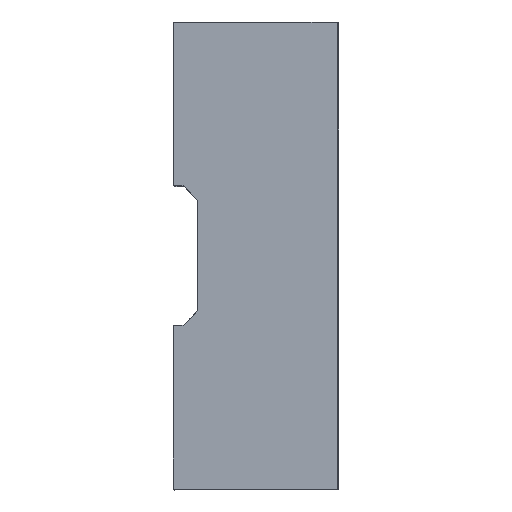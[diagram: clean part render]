
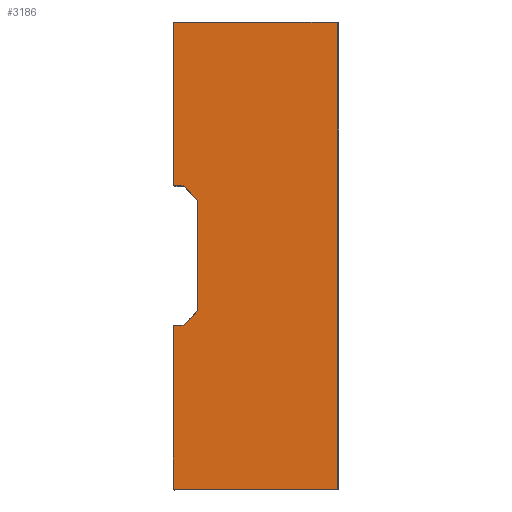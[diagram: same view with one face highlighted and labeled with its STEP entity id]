
A CAD part, left-side view. The second image highlights one B-rep face of the part: STEP entity #3186.
In plain terms, the highlighted planar face has unit normal (-1, 0, 0).
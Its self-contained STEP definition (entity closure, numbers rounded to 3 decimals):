
#158=FACE_OUTER_BOUND('',#327,.T.);
#327=EDGE_LOOP('',(#2131,#2132,#2133,#2134,#2135,#2136,#2137,#2138,#2139,
#2140,#2141));
#505=LINE('',#4551,#910);
#511=LINE('',#4564,#916);
#514=LINE('',#4568,#919);
#533=LINE('',#4607,#938);
#534=LINE('',#4609,#939);
#535=LINE('',#4611,#940);
#536=LINE('',#4613,#941);
#537=LINE('',#4615,#942);
#538=LINE('',#4617,#943);
#539=LINE('',#4619,#944);
#540=LINE('',#4620,#945);
#910=VECTOR('',#3665,10.);
#916=VECTOR('',#3673,10.);
#919=VECTOR('',#3678,10.);
#938=VECTOR('',#3711,10.);
#939=VECTOR('',#3712,10.);
#940=VECTOR('',#3713,10.);
#941=VECTOR('',#3714,10.);
#942=VECTOR('',#3715,10.);
#943=VECTOR('',#3716,10.);
#944=VECTOR('',#3717,10.);
#945=VECTOR('',#3718,10.);
#1315=VERTEX_POINT('',#4549);
#1316=VERTEX_POINT('',#4550);
#1321=VERTEX_POINT('',#4561);
#1322=VERTEX_POINT('',#4563);
#1335=VERTEX_POINT('',#4606);
#1336=VERTEX_POINT('',#4608);
#1337=VERTEX_POINT('',#4610);
#1338=VERTEX_POINT('',#4612);
#1339=VERTEX_POINT('',#4614);
#1340=VERTEX_POINT('',#4616);
#1341=VERTEX_POINT('',#4618);
#1624=EDGE_CURVE('',#1315,#1316,#505,.T.);
#1630=EDGE_CURVE('',#1322,#1321,#511,.F.);
#1633=EDGE_CURVE('',#1322,#1315,#514,.F.);
#1652=EDGE_CURVE('',#1335,#1321,#533,.T.);
#1653=EDGE_CURVE('',#1336,#1335,#534,.T.);
#1654=EDGE_CURVE('',#1336,#1337,#535,.T.);
#1655=EDGE_CURVE('',#1337,#1338,#536,.T.);
#1656=EDGE_CURVE('',#1338,#1339,#537,.T.);
#1657=EDGE_CURVE('',#1339,#1340,#538,.T.);
#1658=EDGE_CURVE('',#1340,#1341,#539,.T.);
#1659=EDGE_CURVE('',#1316,#1341,#540,.T.);
#2131=ORIENTED_EDGE('',*,*,#1633,.F.);
#2132=ORIENTED_EDGE('',*,*,#1630,.T.);
#2133=ORIENTED_EDGE('',*,*,#1652,.F.);
#2134=ORIENTED_EDGE('',*,*,#1653,.F.);
#2135=ORIENTED_EDGE('',*,*,#1654,.T.);
#2136=ORIENTED_EDGE('',*,*,#1655,.T.);
#2137=ORIENTED_EDGE('',*,*,#1656,.T.);
#2138=ORIENTED_EDGE('',*,*,#1657,.T.);
#2139=ORIENTED_EDGE('',*,*,#1658,.T.);
#2140=ORIENTED_EDGE('',*,*,#1659,.F.);
#2141=ORIENTED_EDGE('',*,*,#1624,.F.);
#3028=PLANE('',#3429);
#3186=ADVANCED_FACE('',(#158),#3028,.F.);
#3429=AXIS2_PLACEMENT_3D('',#4605,#3709,#3710);
#3665=DIRECTION('',(0.,1.,0.));
#3673=DIRECTION('',(0.,-1.,0.));
#3678=DIRECTION('',(0.,0.,1.));
#3709=DIRECTION('center_axis',(1.,0.,0.));
#3710=DIRECTION('ref_axis',(0.,1.,0.));
#3711=DIRECTION('',(0.,0.,1.));
#3712=DIRECTION('',(0.,0.,1.));
#3713=DIRECTION('',(0.,-1.,0.));
#3714=DIRECTION('',(0.,-0.707,-0.707));
#3715=DIRECTION('',(0.,0.,-1.));
#3716=DIRECTION('',(0.,0.707,-0.707));
#3717=DIRECTION('',(0.,1.,0.));
#3718=DIRECTION('',(0.,0.,1.));
#4549=CARTESIAN_POINT('',(-37.738,345.204,238.3));
#4550=CARTESIAN_POINT('',(-37.738,352.004,238.3));
#4551=CARTESIAN_POINT('',(-37.738,348.504,238.3));
#4561=CARTESIAN_POINT('',(-37.738,352.004,257.7));
#4563=CARTESIAN_POINT('',(-37.738,345.204,257.7));
#4564=CARTESIAN_POINT('',(-37.738,348.504,257.7));
#4568=CARTESIAN_POINT('',(-37.738,345.204,246.8));
#4605=CARTESIAN_POINT('Origin',(-37.738,348.504,246.8));
#4606=CARTESIAN_POINT('',(-37.738,352.004,255.1));
#4607=CARTESIAN_POINT('',(-37.738,352.004,246.8));
#4608=CARTESIAN_POINT('',(-37.738,352.004,250.9));
#4609=CARTESIAN_POINT('',(-37.738,352.004,246.8));
#4610=CARTESIAN_POINT('',(-37.738,351.604,250.9));
#4611=CARTESIAN_POINT('',(-37.738,349.754,250.9));
#4612=CARTESIAN_POINT('',(-37.738,351.004,250.3));
#4613=CARTESIAN_POINT('',(-37.738,349.654,248.95));
#4614=CARTESIAN_POINT('',(-37.738,351.004,245.7));
#4615=CARTESIAN_POINT('',(-37.738,351.004,245.95));
#4616=CARTESIAN_POINT('',(-37.738,351.604,245.1));
#4617=CARTESIAN_POINT('',(-37.738,350.254,246.45));
#4618=CARTESIAN_POINT('',(-37.738,352.004,245.1));
#4619=CARTESIAN_POINT('',(-37.738,350.254,245.1));
#4620=CARTESIAN_POINT('',(-37.738,352.004,246.8));
